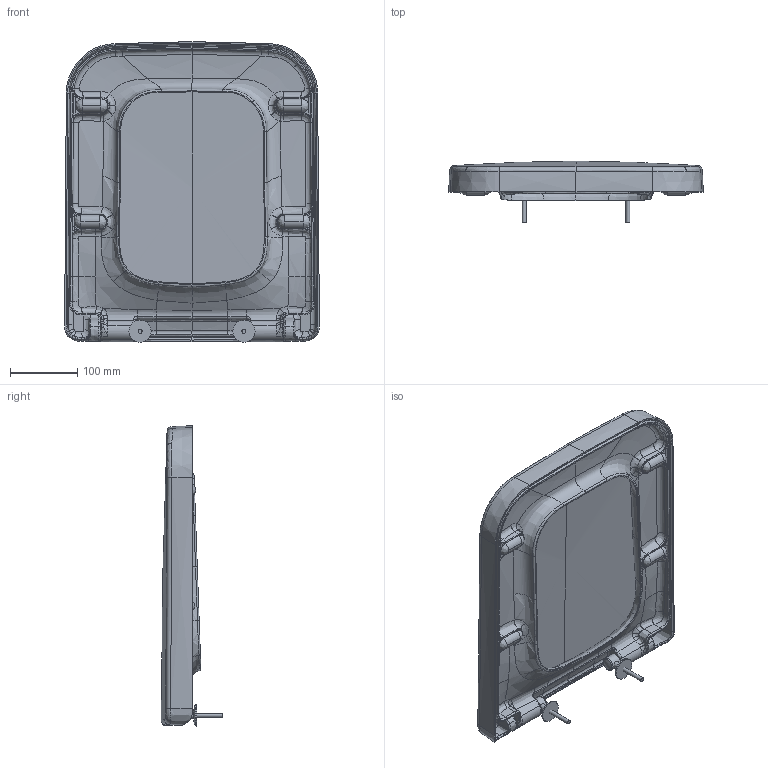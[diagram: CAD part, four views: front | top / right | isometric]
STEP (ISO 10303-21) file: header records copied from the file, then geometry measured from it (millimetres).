
FILE_DESCRIPTION(/* description */ (''),/* implementation_level */ '2;1');
FILE_NAME(/* name */ '9M58S1_WCS.stp',/* time_stamp */ '2022-01-25T12:00:12+01:00',/* author */ (''),/* organization */ (''),/* preprocessor_version */ 'ST-DEVELOPER v18.1',/* originating_system */ 'SIEMENS PLM Software NX 1973',/* authorisation */ '');
FILE_SCHEMA (('AUTOMOTIVE_DESIGN { 1 0 10303 214 3 1 1 1 }'));
Products named in the file (1): Muel63B05BFD959y
Bounding box: 380 x 91.69 x 448.5 mm (x, y, z)
Volume: 1671414.2 mm3; surface area: 692387.1 mm2
Topology: 10 solids, 10 shells, 629 faces, 1582 edges, 979 vertices
Faces by surface type: bspline 538, plane 43, cylinder 22, extrusion 20, sphere 4, torus 2
Full cylindrical faces by diameter (mm): 6 x2, 10 x2, 19.8 x2, 32 x2, 33 x2
Entity records: 60796 total; most frequent: CARTESIAN_POINT 50214, ORIENTED_EDGE 3112, EDGE_CURVE 1556, B_SPLINE_CURVE_WITH_KNOTS 1423, VERTEX_POINT 970, EDGE_LOOP 652, ADVANCED_FACE 629, FACE_OUTER_BOUND 604
